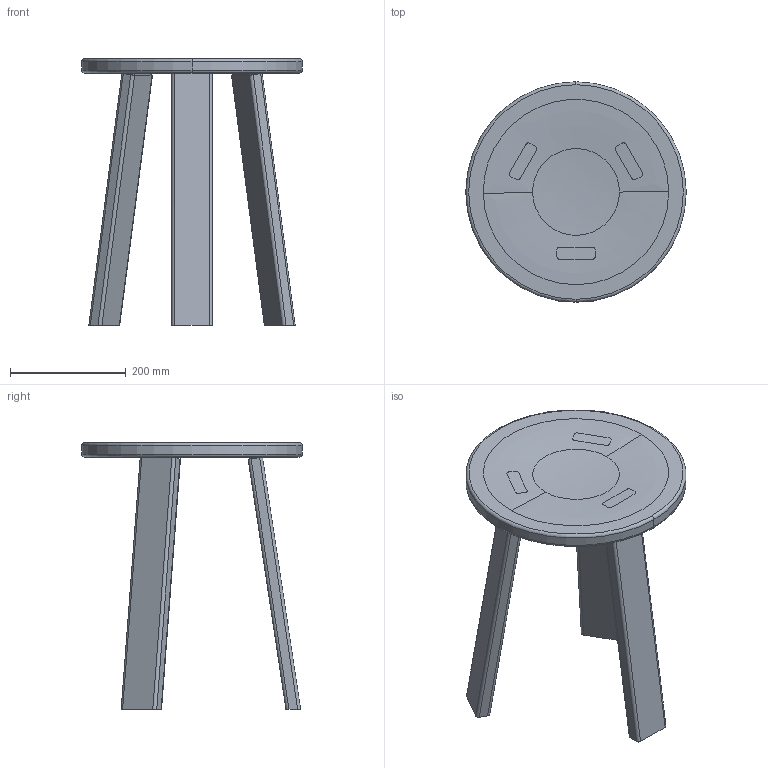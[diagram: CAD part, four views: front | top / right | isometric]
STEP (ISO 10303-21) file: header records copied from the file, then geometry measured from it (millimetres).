
FILE_DESCRIPTION((''),'2;1');
FILE_NAME('3FUSS_HOCKER_ASM','2018-10-11T',('user'),(''),'CREO PARAMETRIC BY PTC INC, 2017300','CREO PARAMETRIC BY PTC INC, 2017300','');
FILE_SCHEMA(('CONFIG_CONTROL_DESIGN'));
Length unit declared in the file: millimetre
Products named in the file (6): BREP_1; BREP_2_1; BREP_3; BREP_4; DOCUMENT_A_1_ASM; 3FUSS_HOCKER_ASM
Assembly tree (5 placements, depth 3):
  3FUSS_HOCKER_ASM
    DOCUMENT_A_1_ASM
      BREP_1
      BREP_2_1
      BREP_3
      BREP_4
Bounding box: 380 x 380 x 460 mm (x, y, z)
Volume: 4914373.6 mm3; surface area: 516085.4 mm2
Topology: 4 solids, 4 shells, 92 faces, 236 edges, 156 vertices
Faces by surface type: plane 44, cylinder 26, extrusion 12, revolution 5, torus 4, bspline 1
Entity records: 4456 total; most frequent: CARTESIAN_POINT 2195, ORIENTED_EDGE 472, DIRECTION 373, EDGE_CURVE 236, VERTEX_POINT 156, VECTOR 134, LINE 122, AXIS2_PLACEMENT_3D 117
